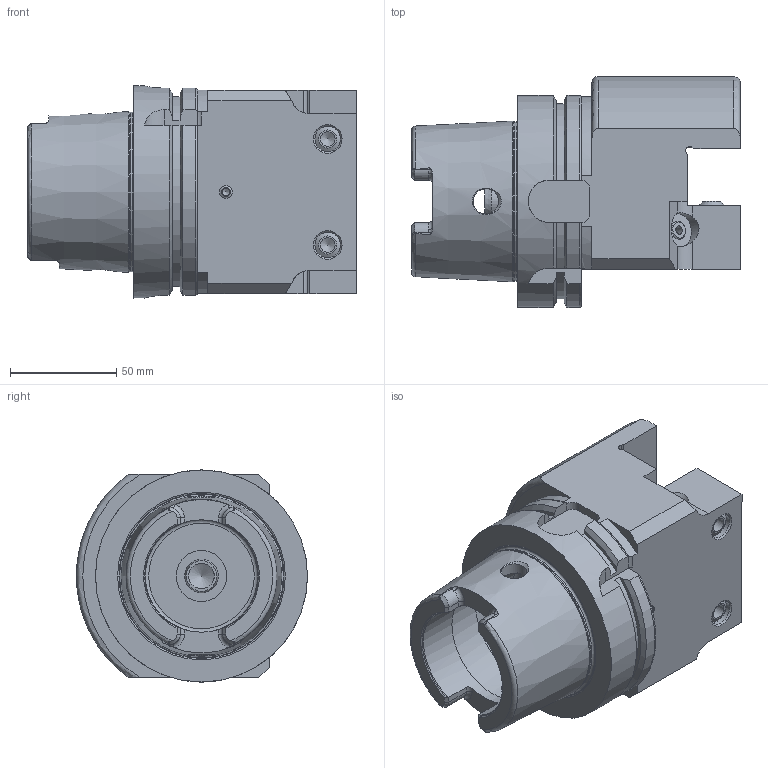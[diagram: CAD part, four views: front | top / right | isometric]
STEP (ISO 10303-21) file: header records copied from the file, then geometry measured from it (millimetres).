
FILE_DESCRIPTION((''),'2;1');
FILE_NAME('590077352105-3D.stp','2021-09-21T10:40:32',('nttooll'),(''),'Autodesk Inventor 2012','Autodesk Inventor 2012','');
FILE_SCHEMA(('AUTOMOTIVE_DESIGN { 1 0 10303 214 1 1 1 1 }'));
Length unit declared in the file: millimetre
Products named in the file (1): 590077352105-3D
Bounding box: 155 x 108.95 x 100 mm (x, y, z)
Volume: 761804.1 mm3; surface area: 86582.9 mm2
Topology: 2 solids, 3 shells, 226 faces, 571 edges, 363 vertices
Faces by surface type: plane 85, cylinder 73, cone 48, torus 16, sphere 4
Full cylindrical faces by diameter (mm): 2.887 x1, 3.15 x1, 3.464 x1, 4 x2, 4.3 x2, 5 x3, 5.2 x1, 6 x2, 6.928 x2, 10.5 x2, 12 x8, 15.3 x1, 16 x3, 20 x1, 24 x1, 24.4 x1, 53 x1, 53.8 x1, 63 x1, 75.3 x1, 100 x1
Entity records: 6684 total; most frequent: CARTESIAN_POINT 1702, DIRECTION 1052, ORIENTED_EDGE 928, EDGE_CURVE 464, AXIS2_PLACEMENT_3D 436, VERTEX_POINT 332, EDGE_LOOP 324, FACE_OUTER_BOUND 226
